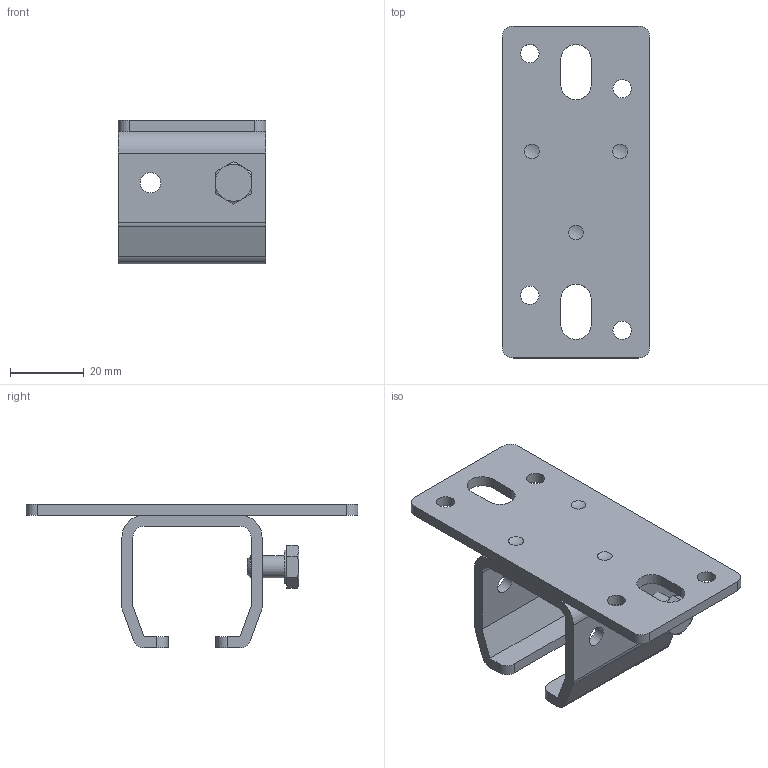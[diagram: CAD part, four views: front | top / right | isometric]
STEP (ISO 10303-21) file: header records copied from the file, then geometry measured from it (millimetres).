
FILE_DESCRIPTION(('STEP AP214'),'1');
FILE_NAME('PMH Kabelskena takfäste 102.stp','2013-08-16T06:45:15',(' '),(' '),'Spatial InterOp 3D',' ',' ');
FILE_SCHEMA(('automotive_design'));
Length unit declared in the file: millimetre
Products named in the file (4): PMH Kabelskena takfaste 102 ; NAUO3; NAUO2; NAUO1
Assembly tree (3 placements, depth 2):
  PMH Kabelskena takfaste 102 
    NAUO3
    NAUO2
    NAUO1
Bounding box: 40 x 90 x 39 mm (x, y, z)
Volume: 23612.9 mm3; surface area: 18217.8 mm2
Topology: 3 solids, 3 shells, 83 faces, 215 edges, 146 vertices
Faces by surface type: plane 38, cylinder 32, cone 7, sphere 6
Full cylindrical faces by diameter (mm): 5 x4, 5.5 x5, 5.6 x1, 6 x1, 9.091 x1
Entity records: 3315 total; most frequent: CARTESIAN_POINT 493, DIRECTION 438, ORIENTED_EDGE 398, EDGE_CURVE 199, AXIS2_PLACEMENT_3D 164, VERTEX_POINT 143, EDGE_LOOP 128, LINE 110
